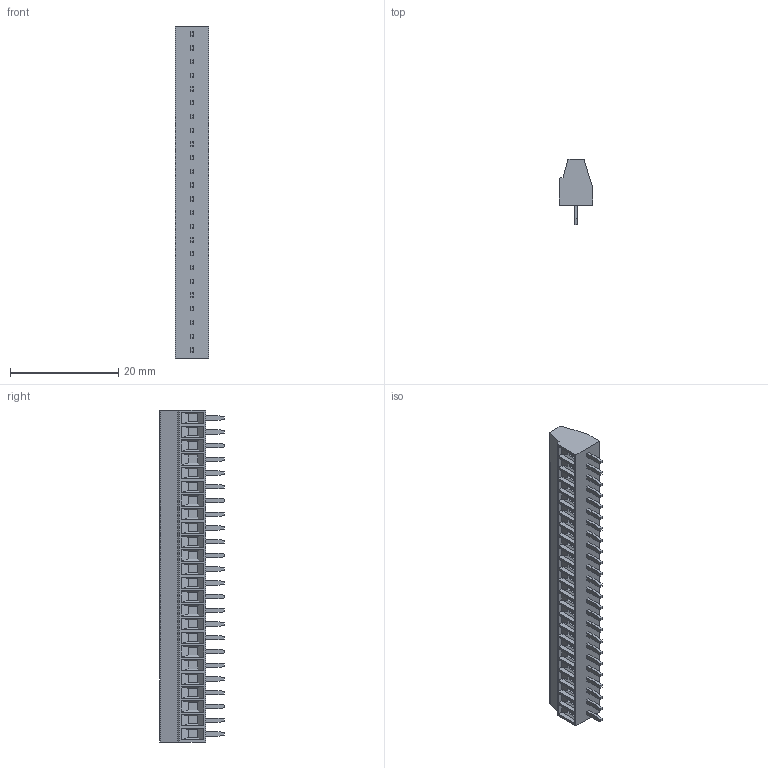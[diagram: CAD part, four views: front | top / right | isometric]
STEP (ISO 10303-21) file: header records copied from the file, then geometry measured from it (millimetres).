
FILE_DESCRIPTION((''),'2;1');
FILE_NAME('PRT0008','2024-08-24T11:10:02',('tluser'),(''),'CREO PARAMETRIC BY PTC INC, 2018100','CREO PARAMETRIC BY PTC INC, 2018100','');
FILE_SCHEMA(('AUTOMOTIVE_DESIGN { 1 0 10303 214 1 1 1 1 }'));
Length unit declared in the file: millimetre
Products named in the file (1): PRT0008
Bounding box: 6.2 x 12 x 61.42 mm (x, y, z)
Volume: 2451.3 mm3; surface area: 2450.3 mm2
Topology: 1 solids, 1 shells, 637 faces, 1545 edges, 982 vertices
Faces by surface type: plane 585, cylinder 52
Entity records: 18341 total; most frequent: CARTESIAN_POINT 3175, ORIENTED_EDGE 3090, DIRECTION 3032, EDGE_CURVE 1545, VECTOR 1345, LINE 1345, VERTEX_POINT 982, AXIS2_PLACEMENT_3D 842
